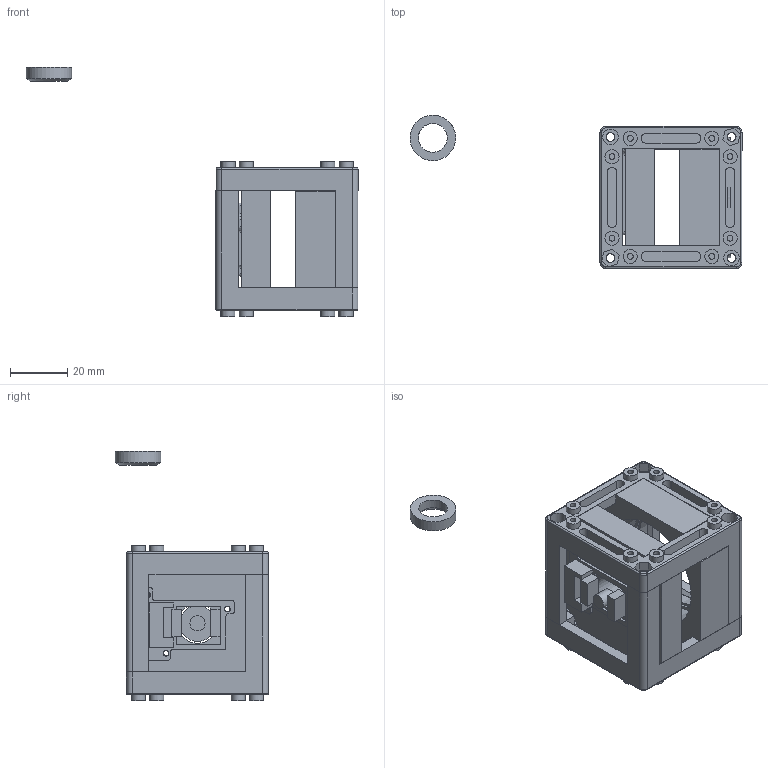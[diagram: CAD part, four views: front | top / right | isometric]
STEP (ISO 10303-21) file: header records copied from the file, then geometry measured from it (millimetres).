
FILE_DESCRIPTION(/* description */ (''),/* implementation_level */ '2;1');
FILE_NAME(/* name */ 'Assembly_Cube_Beamexpander_seperated_v3.iam.step',/* time_stamp */ '2022-11-29T09:00:41+01:00',/* author */ ('marsikovabarbora'),/* organization */ (''),/* preprocessor_version */ 'ST-DEVELOPER v18.1',/* originating_system */ 'Autodesk Inventor 2022',/* authorisation */ '');
FILE_SCHEMA (('AUTOMOTIVE_DESIGN { 1 0 10303 214 3 1 1 }'));
Length unit declared in the file: millimetre
Products named in the file (12): Assembly_Cube_Beamexpander_seperated_v3; Assembly_Cube_empty_IM_v3; 10_Cube_1x1_IM; 00_Lens_f_29_d12.6; 20_Beamexpander_Lens_Adapter; 20_Cube_Insert_Fiber_STMount_Center; 00_KES400; 00_KES400_Bluray_Lens; 00_KES_Bluray_Magnet; 00_KES400_Lens; 20_Lens_holder_DIA_50mm; 20_Lens_holder_156mm_clamp
Assembly tree (12 placements, depth 3):
  Assembly_Cube_Beamexpander_seperated_v3
    Assembly_Cube_empty_IM_v3
      10_Cube_1x1_IM  x2
    00_Lens_f_29_d12.6
    20_Beamexpander_Lens_Adapter
    20_Cube_Insert_Fiber_STMount_Center
    00_KES400
      00_KES400_Bluray_Lens
      00_KES_Bluray_Magnet
      00_KES400_Lens
    20_Lens_holder_DIA_50mm
    20_Lens_holder_156mm_clamp
Bounding box: 116.48 x 53.84 x 87.69 mm (x, y, z)
Volume: 59303.1 mm3; surface area: 36928.8 mm2
Topology: 12 solids, 12 shells, 419 faces, 1005 edges, 664 vertices
Faces by surface type: plane 268, cylinder 139, torus 8, bspline 2, cone 2
Full cylindrical faces by diameter (mm): 1.8 x3, 2 x3, 2.05 x16, 3.1 x8, 4.95 x16, 5.297 x1, 5.5 x4, 10.142 x1, 12.6 x1, 12.8 x1, 14 x1, 16 x1, 36.479 x1, 39.2 x1, 41.2 x1, 42.2 x1
Entity records: 8241 total; most frequent: CARTESIAN_POINT 1395, DIRECTION 1381, ORIENTED_EDGE 1268, EDGE_CURVE 634, LINE 461, VECTOR 461, AXIS2_PLACEMENT_3D 460, VERTEX_POINT 420
